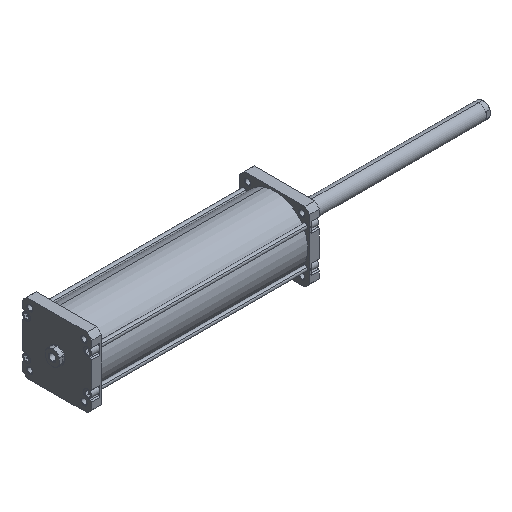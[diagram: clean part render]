
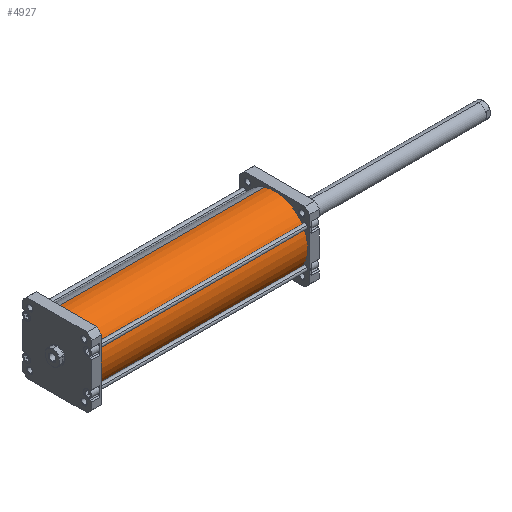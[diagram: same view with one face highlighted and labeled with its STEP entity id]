
A CAD part, isometric view. The second image highlights one B-rep face of the part: STEP entity #4927.
In plain terms, the highlighted cylindrical face has radius 85 mm (diameter 170 mm), a partial arc.
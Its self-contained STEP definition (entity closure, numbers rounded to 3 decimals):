
#595 = CARTESIAN_POINT ( 'NONE',  ( 0., 0., 0. ) ) ;
#608 = DIRECTION ( 'NONE',  ( 0., 0., 1. ) ) ;
#609 = DIRECTION ( 'NONE',  ( 1., 0., 0. ) ) ;
#1236 = DIRECTION ( 'NONE',  ( -1., 0., 0. ) ) ;
#1237 = DIRECTION ( 'NONE',  ( 0., 0., -1. ) ) ;
#1238 = CARTESIAN_POINT ( 'NONE',  ( 0., 0., 537. ) ) ;
#2103 = FACE_OUTER_BOUND ( 'NONE', #5251, .T. ) ;
#2106 = CYLINDRICAL_SURFACE ( 'NONE', #3143, 85. ) ;
#2571 = ORIENTED_EDGE ( 'NONE', *, *, #4661, .F. ) ;
#2594 = ORIENTED_EDGE ( 'NONE', *, *, #4696, .T. ) ;
#2952 = AXIS2_PLACEMENT_3D ( 'NONE', #4446, #4447, #4448 ) ;
#2998 = AXIS2_PLACEMENT_3D ( 'NONE', #595, #608, #609 ) ;
#3143 = AXIS2_PLACEMENT_3D ( 'NONE', #1238, #1237, #1236 ) ;
#3422 = VERTEX_POINT ( 'NONE', #4374 ) ;
#3436 = VERTEX_POINT ( 'NONE', #4388 ) ;
#3437 = VERTEX_POINT ( 'NONE', #4389 ) ;
#3438 = VERTEX_POINT ( 'NONE', #4390 ) ;
#4374 = CARTESIAN_POINT ( 'NONE',  ( -85., 0., 537. ) ) ;
#4388 = CARTESIAN_POINT ( 'NONE',  ( 85., 0., 537. ) ) ;
#4389 = CARTESIAN_POINT ( 'NONE',  ( -85., 0., 0. ) ) ;
#4390 = CARTESIAN_POINT ( 'NONE',  ( 85., 0., 0. ) ) ;
#4446 = CARTESIAN_POINT ( 'NONE',  ( 0., 0., 537. ) ) ;
#4447 = DIRECTION ( 'NONE',  ( 0., 0., 1. ) ) ;
#4448 = DIRECTION ( 'NONE',  ( 1., 0., 0. ) ) ;
#4541 = CARTESIAN_POINT ( 'NONE',  ( -85., 0., 537. ) ) ;
#4561 = CARTESIAN_POINT ( 'NONE',  ( 85., 0., 537. ) ) ;
#4562 = DIRECTION ( 'NONE',  ( 0., 0., -1. ) ) ;
#4564 = DIRECTION ( 'NONE',  ( 0., 0., -1. ) ) ;
#4615 = EDGE_CURVE ( 'NONE', #3422, #3436, #6060, .T. ) ;
#4661 = EDGE_CURVE ( 'NONE', #3436, #3438, #6128, .T. ) ;
#4662 = EDGE_CURVE ( 'NONE', #3422, #3437, #6126, .T. ) ;
#4696 = EDGE_CURVE ( 'NONE', #3437, #3438, #6181, .T. ) ;
#4927 = ADVANCED_FACE ( 'NONE', ( #2103 ), #2106, .T. ) ;
#5048 = ORIENTED_EDGE ( 'NONE', *, *, #4615, .F. ) ;
#5058 = ORIENTED_EDGE ( 'NONE', *, *, #4662, .T. ) ;
#5251 = EDGE_LOOP ( 'NONE', ( #2571, #5048, #5058, #2594 ) ) ;
#6060 = CIRCLE ( 'NONE', #2952, 85. ) ;
#6126 = LINE ( 'NONE', #4541, #6130 ) ;
#6128 = LINE ( 'NONE', #4561, #6129 ) ;
#6129 = VECTOR ( 'NONE', #4562, 1000. ) ;
#6130 = VECTOR ( 'NONE', #4564, 1000. ) ;
#6181 = CIRCLE ( 'NONE', #2998, 85. ) ;
